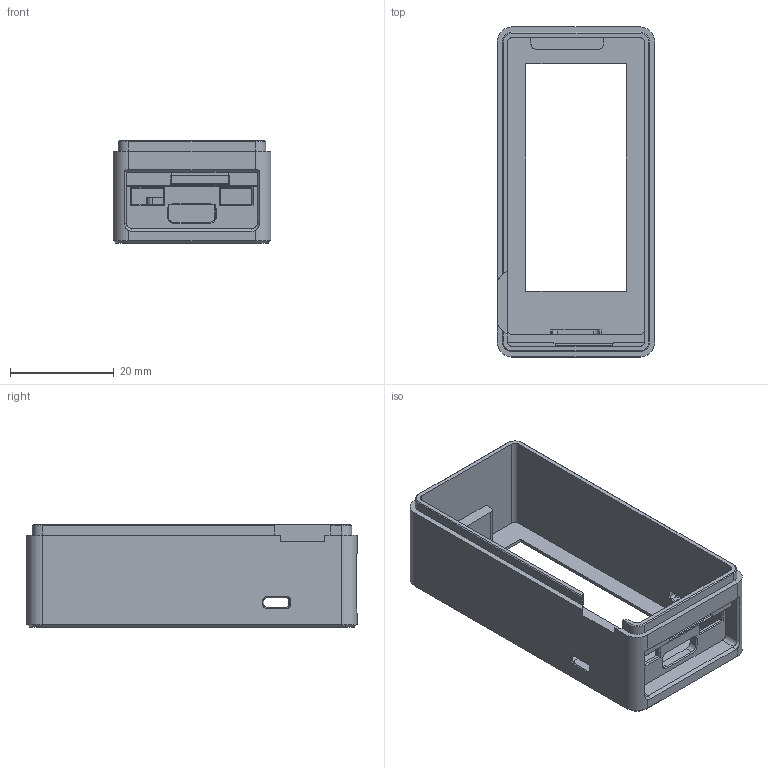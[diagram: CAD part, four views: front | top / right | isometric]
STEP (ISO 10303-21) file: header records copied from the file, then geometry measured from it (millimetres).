
FILE_DESCRIPTION(/* description */ ('','CAx-IF Rec.Pracs.---Representation and Presentation of Product Manufacturing Information (PMI)---4.0---2014-10-13'),/* implementation_level */ '2;1');
FILE_NAME(/* name */ '',/* time_stamp */ '2025-02-26T14:00:47+08:00',/* author */ (''),/* organization */ (''),/* preprocessor_version */ 'ST-DEVELOPER v20',/* originating_system */ 'Autodesk Translation Framework v13.20.0.188',/* authorisation */ '');
FILE_SCHEMA (('AP242_MANAGED_MODEL_BASED_3D_ENGINEERING_MIM_LF { 1 0 10303 442 1 1 4 }'));
Length unit declared in the file: millimetre
Products named in the file (2): 0-ALL_ASM; 外壳
Assembly tree (1 placements, depth 2):
  0-ALL_ASM
    外壳
Bounding box: 30.47 x 63.75 x 19.8 mm (x, y, z)
Volume: 7342.7 mm3; surface area: 9069.3 mm2
Topology: 1 solids, 1 shells, 250 faces, 646 edges, 396 vertices
Faces by surface type: plane 148, cylinder 62, cone 24, bspline 8, torus 8
Entity records: 7756 total; most frequent: CARTESIAN_POINT 1511, DIRECTION 1304, ORIENTED_EDGE 1292, EDGE_CURVE 646, LINE 466, VECTOR 466, AXIS2_PLACEMENT_3D 419, VERTEX_POINT 396
